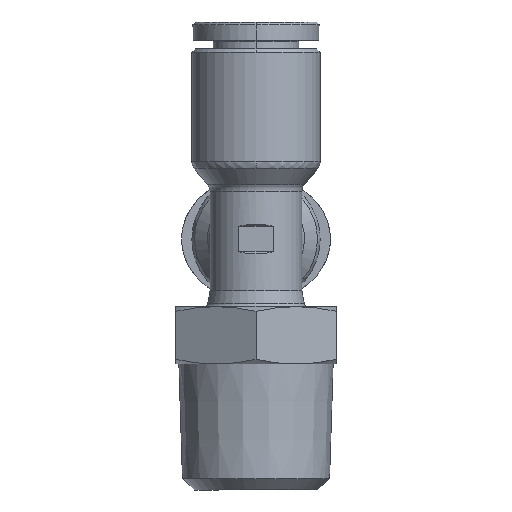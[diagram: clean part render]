
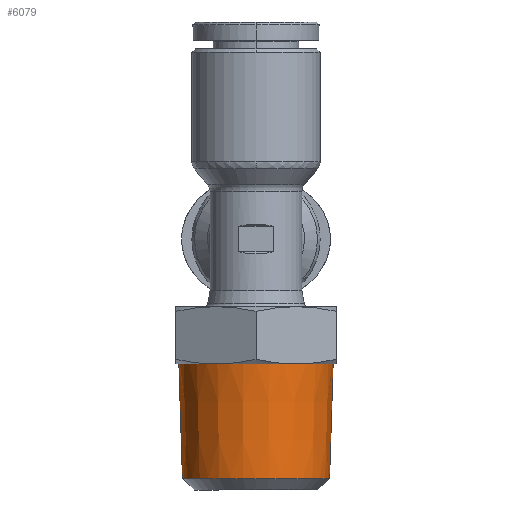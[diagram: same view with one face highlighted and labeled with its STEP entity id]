
A CAD part, left-side view. The second image highlights one B-rep face of the part: STEP entity #6079.
In plain terms, the highlighted conical face has half-angle 1.791 degrees and reference radius 6.734 mm.
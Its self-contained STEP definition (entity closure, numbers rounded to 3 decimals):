
#442 = LINE ( 'NONE', #6482, #18635 ) ;
#1936 = DIRECTION ( 'NONE',  ( 0., 0.031, 1. ) ) ;
#2253 = CARTESIAN_POINT ( 'NONE',  ( -5.5, -6.422, -20.9 ) ) ;
#2264 = DIRECTION ( 'NONE',  ( 0., 0., -1. ) ) ;
#2457 = VERTEX_POINT ( 'NONE', #2253 ) ;
#3561 = VERTEX_POINT ( 'NONE', #15386 ) ;
#3972 = CARTESIAN_POINT ( 'NONE',  ( -5.5, -6.734, -10.9 ) ) ;
#4040 = CARTESIAN_POINT ( 'NONE',  ( -5.5, 0., -20.9 ) ) ;
#4270 = CIRCLE ( 'NONE', #12987, 6.734 ) ;
#4668 = CARTESIAN_POINT ( 'NONE',  ( -5.5, 6.734, -10.9 ) ) ;
#5265 = CARTESIAN_POINT ( 'NONE',  ( -5.5, 0., -10.9 ) ) ;
#5377 = DIRECTION ( 'NONE',  ( 1., 0., 0. ) ) ;
#5435 = DIRECTION ( 'NONE',  ( 0., -0.031, 1. ) ) ;
#5809 = AXIS2_PLACEMENT_3D ( 'NONE', #8083, #19037, #13717 ) ;
#5988 = ORIENTED_EDGE ( 'NONE', *, *, #16556, .F. ) ;
#6079 = ADVANCED_FACE ( 'NONE', ( #12612 ), #11662, .T. ) ;
#6140 = CARTESIAN_POINT ( 'NONE',  ( -5.5, 6.422, -20.9 ) ) ;
#6219 = EDGE_LOOP ( 'NONE', ( #5988, #6685, #15100, #18301 ) ) ;
#6482 = CARTESIAN_POINT ( 'NONE',  ( -5.5, 6.734, -10.9 ) ) ;
#6685 = ORIENTED_EDGE ( 'NONE', *, *, #12446, .T. ) ;
#6795 = DIRECTION ( 'NONE',  ( 0., 0., 1. ) ) ;
#7565 = AXIS2_PLACEMENT_3D ( 'NONE', #4040, #6795, #5377 ) ;
#8083 = CARTESIAN_POINT ( 'NONE',  ( -5.5, 0., -10.9 ) ) ;
#9220 = EDGE_CURVE ( 'NONE', #2457, #3561, #18375, .T. ) ;
#11662 = CONICAL_SURFACE ( 'NONE', #5809, 6.734, 0.031 ) ;
#11675 = EDGE_CURVE ( 'NONE', #3561, #18624, #4270, .T. ) ;
#12446 = EDGE_CURVE ( 'NONE', #18158, #2457, #13266, .T. ) ;
#12612 = FACE_OUTER_BOUND ( 'NONE', #6219, .T. ) ;
#12987 = AXIS2_PLACEMENT_3D ( 'NONE', #5265, #2264, #18643 ) ;
#13266 = CIRCLE ( 'NONE', #7565, 6.422 ) ;
#13717 = DIRECTION ( 'NONE',  ( 0., -1., 0. ) ) ;
#14245 = VECTOR ( 'NONE', #5435, 1000. ) ;
#15100 = ORIENTED_EDGE ( 'NONE', *, *, #9220, .T. ) ;
#15386 = CARTESIAN_POINT ( 'NONE',  ( -5.5, -6.734, -10.9 ) ) ;
#16556 = EDGE_CURVE ( 'NONE', #18158, #18624, #442, .T. ) ;
#18158 = VERTEX_POINT ( 'NONE', #6140 ) ;
#18301 = ORIENTED_EDGE ( 'NONE', *, *, #11675, .T. ) ;
#18375 = LINE ( 'NONE', #3972, #14245 ) ;
#18624 = VERTEX_POINT ( 'NONE', #4668 ) ;
#18635 = VECTOR ( 'NONE', #1936, 1000. ) ;
#18643 = DIRECTION ( 'NONE',  ( 0., -1., 0. ) ) ;
#19037 = DIRECTION ( 'NONE',  ( 0., 0., 1. ) ) ;
